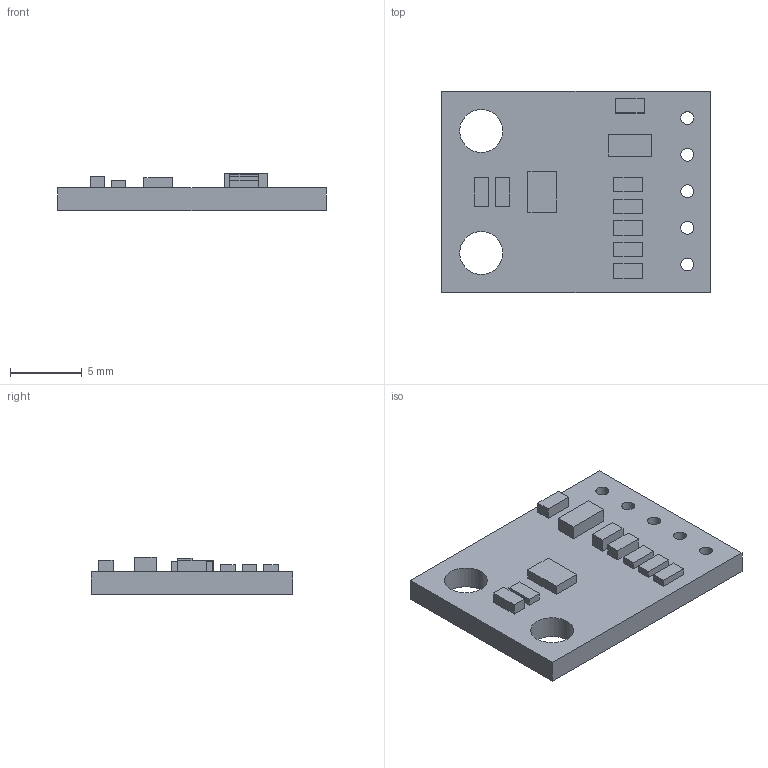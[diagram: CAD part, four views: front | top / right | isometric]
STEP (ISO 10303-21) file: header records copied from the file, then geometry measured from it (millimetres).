
FILE_DESCRIPTION(/* description */ (''),/* implementation_level */ '2;1');
FILE_NAME(/* name */ '_BH1750.04510e16-7bfe-4936-bcc0-53fd9d57ce92.f3d.__gcx3d__.stp',/* time_stamp */ '2019-05-11T14:16:30+08:00',/* author */ ('j.griggs'),/* organization */ (''),/* preprocessor_version */ 'ST-DEVELOPER v18',/* originating_system */ 'Autodesk Translation Framework v8.2.0.1029',/* authorisation */ '');
FILE_SCHEMA (('AUTOMOTIVE_DESIGN { 1 0 10303 214 3 1 1 }'));
Length unit declared in the file: millimetre
Products named in the file (1): BH1750
Bounding box: 18.7 x 14 x 2.6 mm (x, y, z)
Volume: 410.3 mm3; surface area: 694.2 mm2
Topology: 1 solids, 1 shells, 63 faces, 153 edges, 102 vertices
Faces by surface type: plane 56, cylinder 7
Full cylindrical faces by diameter (mm): 0.9 x5, 3 x2
Entity records: 1907 total; most frequent: CARTESIAN_POINT 319, ORIENTED_EDGE 306, DIRECTION 295, EDGE_CURVE 153, LINE 139, VECTOR 139, VERTEX_POINT 102, EDGE_LOOP 87
